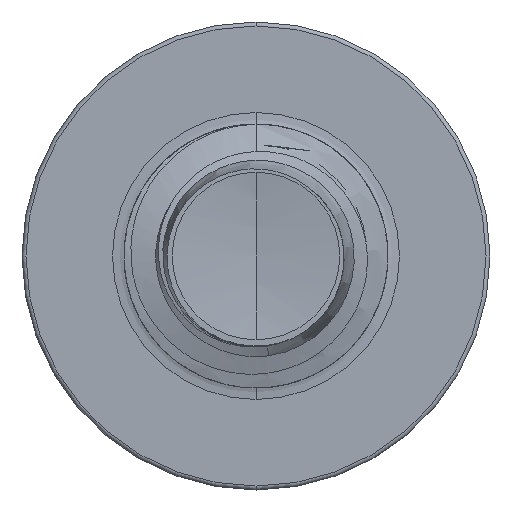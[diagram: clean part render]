
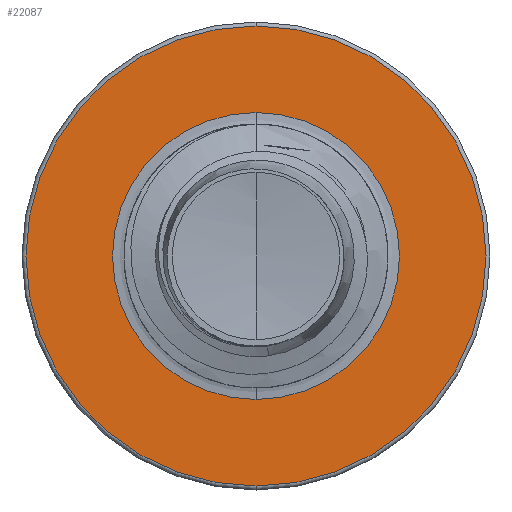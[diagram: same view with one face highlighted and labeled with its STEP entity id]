
A CAD part, front view. The second image highlights one B-rep face of the part: STEP entity #22087.
In plain terms, the highlighted planar face has unit normal (0, -1, 0).
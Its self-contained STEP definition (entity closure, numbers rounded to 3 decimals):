
#1069 = CARTESIAN_POINT ( 'NONE',  ( 0., 11., -1.196 ) ) ;
#2884 = ORIENTED_EDGE ( 'NONE', *, *, #24188, .F. ) ;
#3698 = CIRCLE ( 'NONE', #30934, 1.196 ) ;
#3765 = PLANE ( 'NONE',  #22450 ) ;
#5466 = DIRECTION ( 'NONE',  ( 0., 1., 0. ) ) ;
#5963 = CIRCLE ( 'NONE', #23496, 1.917 ) ;
#6913 = DIRECTION ( 'NONE',  ( 0., 1., 0. ) ) ;
#6937 = VERTEX_POINT ( 'NONE', #13867 ) ;
#7599 = CIRCLE ( 'NONE', #19364, 1.917 ) ;
#9015 = DIRECTION ( 'NONE',  ( 0., 1., 0. ) ) ;
#9533 = EDGE_CURVE ( 'NONE', #27933, #6937, #18747, .T. ) ;
#9786 = FACE_OUTER_BOUND ( 'NONE', #25897, .T. ) ;
#12169 = DIRECTION ( 'NONE',  ( 0., 1., 0. ) ) ;
#12977 = EDGE_CURVE ( 'NONE', #6937, #27933, #3698, .T. ) ;
#12997 = CARTESIAN_POINT ( 'NONE',  ( 0., 11., -1.917 ) ) ;
#13867 = CARTESIAN_POINT ( 'NONE',  ( 0., 11., -1.196 ) ) ;
#14382 = EDGE_CURVE ( 'NONE', #23848, #21252, #5963, .T. ) ;
#16315 = DIRECTION ( 'NONE',  ( 0., 1., 0. ) ) ;
#16354 = ORIENTED_EDGE ( 'NONE', *, *, #14382, .F. ) ;
#18747 = CIRCLE ( 'NONE', #34604, 1.196 ) ;
#19364 = AXIS2_PLACEMENT_3D ( 'NONE', #27932, #12169, #30505 ) ;
#20493 = CARTESIAN_POINT ( 'NONE',  ( 0., 11., 1.196 ) ) ;
#21252 = VERTEX_POINT ( 'NONE', #28847 ) ;
#21860 = CARTESIAN_POINT ( 'NONE',  ( 0., 11., 0. ) ) ;
#21994 = ORIENTED_EDGE ( 'NONE', *, *, #9533, .T. ) ;
#22087 = ADVANCED_FACE ( 'NONE', ( #9786, #30048 ), #3765, .F. ) ;
#22450 = AXIS2_PLACEMENT_3D ( 'NONE', #1069, #6913, #25739 ) ;
#23496 = AXIS2_PLACEMENT_3D ( 'NONE', #21860, #5466, #24449 ) ;
#23848 = VERTEX_POINT ( 'NONE', #12997 ) ;
#23871 = EDGE_LOOP ( 'NONE', ( #21994, #31934 ) ) ;
#24188 = EDGE_CURVE ( 'NONE', #21252, #23848, #7599, .T. ) ;
#24449 = DIRECTION ( 'NONE',  ( 0., 0., 1. ) ) ;
#25143 = CARTESIAN_POINT ( 'NONE',  ( 0., 11., 0. ) ) ;
#25739 = DIRECTION ( 'NONE',  ( 0., 0., 1. ) ) ;
#25897 = EDGE_LOOP ( 'NONE', ( #2884, #16354 ) ) ;
#27627 = DIRECTION ( 'NONE',  ( 0., 0., 1. ) ) ;
#27932 = CARTESIAN_POINT ( 'NONE',  ( 0., 11., 0. ) ) ;
#27933 = VERTEX_POINT ( 'NONE', #20493 ) ;
#28847 = CARTESIAN_POINT ( 'NONE',  ( 0., 11., 1.917 ) ) ;
#30048 = FACE_BOUND ( 'NONE', #23871, .T. ) ;
#30505 = DIRECTION ( 'NONE',  ( 0., 0., 1. ) ) ;
#30934 = AXIS2_PLACEMENT_3D ( 'NONE', #31822, #16315, #34397 ) ;
#31822 = CARTESIAN_POINT ( 'NONE',  ( 0., 11., 0. ) ) ;
#31934 = ORIENTED_EDGE ( 'NONE', *, *, #12977, .T. ) ;
#34397 = DIRECTION ( 'NONE',  ( 0., 0., 1. ) ) ;
#34604 = AXIS2_PLACEMENT_3D ( 'NONE', #25143, #9015, #27627 ) ;
